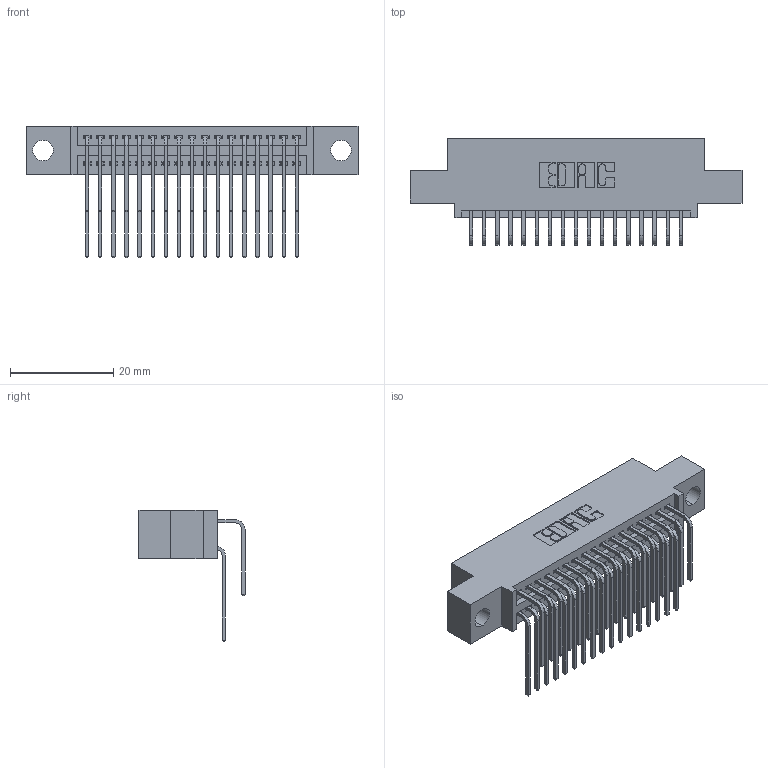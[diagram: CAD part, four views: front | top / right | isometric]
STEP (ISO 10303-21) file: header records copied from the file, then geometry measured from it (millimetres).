
FILE_DESCRIPTION (( 'STEP AP203' ), '1' );
FILE_NAME ('345-034-559-504.STEP', '2018-08-29T04:48:17', ( '' ), ( '' ), 'SwSTEP 2.0', 'SolidWorks 2016', '' );
FILE_SCHEMA (( 'CONFIG_CONTROL_DESIGN' ));
Length unit declared in the file: inch
Products named in the file (4): 345 Part_0.110 Offset - 0.156 Dia-TH; 345-292-001_558 559 Tail - 1; 345-292-001_559 Tail - 2; 345-034-559-504
Assembly tree (35 placements, depth 2):
  345-034-559-504
    345 Part_0.110 Offset - 0.156 Dia-TH
    345-292-001_558 559 Tail - 1  x17
    345-292-001_559 Tail - 2  x17
Bounding box: 64.39 x 20.56 x 25.53 mm (x, y, z)
Volume: 6057.7 mm3; surface area: 9300.4 mm2
Topology: 35 solids, 35 shells, 1898 faces, 5623 edges, 3702 vertices
Faces by surface type: plane 1274, cylinder 624
Entity records: 18491 total; most frequent: CARTESIAN_POINT 3171, ORIENTED_EDGE 3054, DIRECTION 2799, EDGE_CURVE 1527, VECTOR 1287, LINE 1287, VERTEX_POINT 1014, AXIS2_PLACEMENT_3D 756
